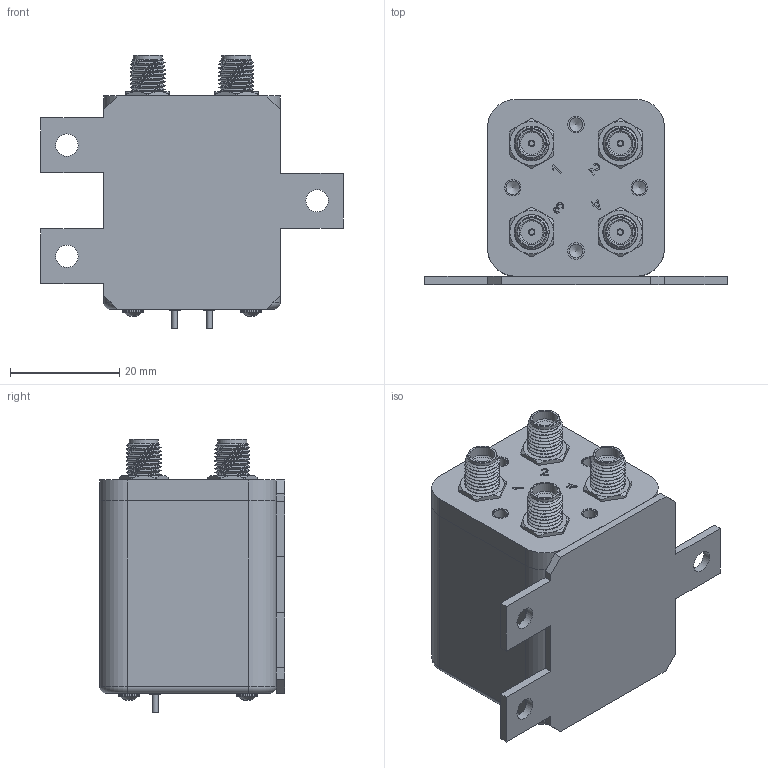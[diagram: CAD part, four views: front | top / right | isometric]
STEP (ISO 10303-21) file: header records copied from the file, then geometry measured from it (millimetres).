
FILE_DESCRIPTION (( 'STEP AP203' ), '1' );
FILE_NAME ('SEMS-4064-DPDT-SMA_3D.step', '2024-07-17T23:05:47', ( '' ), ( '' ), 'SwSTEP 2.0', 'SolidWorks 2022', '' );
FILE_SCHEMA (( 'CONFIG_CONTROL_DESIGN' ));
Length unit declared in the file: inch
Products named in the file (1): SEMS-4064-DPDT-SMA_3D
Bounding box: 55.3 x 33.85 x 49.9 mm (x, y, z)
Volume: 42833.8 mm3; surface area: 11446.6 mm2
Topology: 2 solids, 2 shells, 1005 faces, 2598 edges, 1714 vertices
Faces by surface type: plane 598, bspline 284, cylinder 75, cone 40, torus 8
Full cylindrical faces by diameter (mm): 0.94 x4, 0.951 x1, 0.958 x1, 1.016 x2, 1.194 x4, 2.032 x2, 2.5 x4, 3 x4, 3.83 x2, 4.1 x3, 4.572 x4, 5.335 x4
Entity records: 49620 total; most frequent: CARTESIAN_POINT 27427, ORIENTED_EDGE 5038, DIRECTION 3467, EDGE_CURVE 2519, VERTEX_POINT 1694, VECTOR 1647, LINE 1647, EDGE_LOOP 1179
